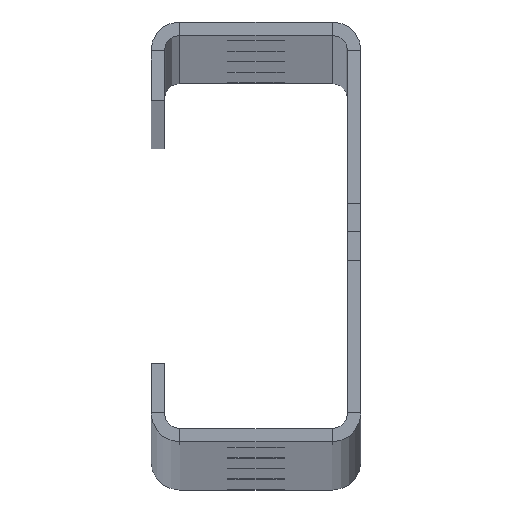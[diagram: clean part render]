
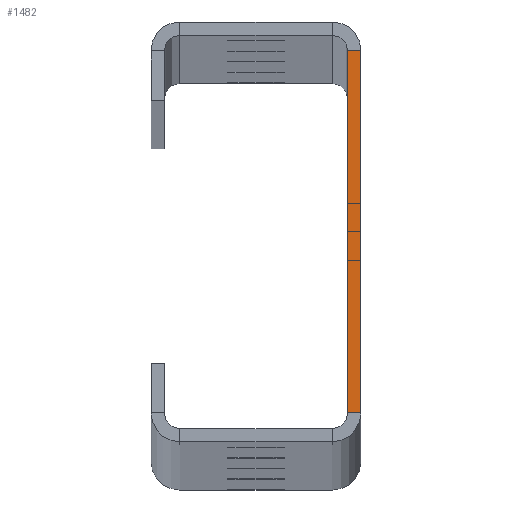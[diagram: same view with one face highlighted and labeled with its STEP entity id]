
A CAD part, top view. The second image highlights one B-rep face of the part: STEP entity #1482.
In plain terms, the highlighted planar face has unit normal (0, 0, 1).
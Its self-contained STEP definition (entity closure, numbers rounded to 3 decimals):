
#22 = CARTESIAN_POINT ( 'NONE',  ( 14.5, 37.5, 2635. ) ) ;
#67 = DIRECTION ( 'NONE',  ( 0., 1., 0. ) ) ;
#99 = VECTOR ( 'NONE', #67, 1000. ) ;
#275 = FACE_OUTER_BOUND ( 'NONE', #1521, .T. ) ;
#342 = LINE ( 'NONE', #1481, #632 ) ;
#404 = CARTESIAN_POINT ( 'NONE',  ( 20., -34.5, 2635. ) ) ;
#556 = EDGE_CURVE ( 'NONE', #603, #1489, #2137, .T. ) ;
#603 = VERTEX_POINT ( 'NONE', #3058 ) ;
#632 = VECTOR ( 'NONE', #1211, 1000. ) ;
#773 = CARTESIAN_POINT ( 'NONE',  ( 17.5, -34.5, 2635. ) ) ;
#862 = EDGE_CURVE ( 'NONE', #2521, #1489, #342, .T. ) ;
#874 = PLANE ( 'NONE',  #2546 ) ;
#1211 = DIRECTION ( 'NONE',  ( 0., 1., 0. ) ) ;
#1360 = ORIENTED_EDGE ( 'NONE', *, *, #862, .F. ) ;
#1411 = DIRECTION ( 'NONE',  ( 1., 0., 0. ) ) ;
#1428 = DIRECTION ( 'NONE',  ( 1., 0., 0. ) ) ;
#1481 = CARTESIAN_POINT ( 'NONE',  ( 17.5, -40., 2635. ) ) ;
#1482 = ADVANCED_FACE ( 'NONE', ( #275 ), #874, .T. ) ;
#1489 = VERTEX_POINT ( 'NONE', #1492 ) ;
#1492 = CARTESIAN_POINT ( 'NONE',  ( 17.5, 34.5, 2635. ) ) ;
#1521 = EDGE_LOOP ( 'NONE', ( #2525, #3427, #1360, #3353 ) ) ;
#1560 = CARTESIAN_POINT ( 'NONE',  ( 20., 34.5, 2635. ) ) ;
#1694 = CARTESIAN_POINT ( 'NONE',  ( 17.5, -34.5, 2635. ) ) ;
#1724 = DIRECTION ( 'NONE',  ( 0., 0., 1. ) ) ;
#1754 = EDGE_CURVE ( 'NONE', #2521, #2943, #3110, .T. ) ;
#1761 = CARTESIAN_POINT ( 'NONE',  ( 20., -40., 2635. ) ) ;
#2137 = LINE ( 'NONE', #1560, #2198 ) ;
#2198 = VECTOR ( 'NONE', #3614, 1000. ) ;
#2521 = VERTEX_POINT ( 'NONE', #773 ) ;
#2525 = ORIENTED_EDGE ( 'NONE', *, *, #2812, .T. ) ;
#2546 = AXIS2_PLACEMENT_3D ( 'NONE', #22, #1724, #1411 ) ;
#2812 = EDGE_CURVE ( 'NONE', #2943, #603, #3179, .T. ) ;
#2943 = VERTEX_POINT ( 'NONE', #404 ) ;
#3058 = CARTESIAN_POINT ( 'NONE',  ( 20., 34.5, 2635. ) ) ;
#3110 = LINE ( 'NONE', #1694, #3287 ) ;
#3179 = LINE ( 'NONE', #1761, #99 ) ;
#3287 = VECTOR ( 'NONE', #1428, 1000. ) ;
#3353 = ORIENTED_EDGE ( 'NONE', *, *, #1754, .T. ) ;
#3427 = ORIENTED_EDGE ( 'NONE', *, *, #556, .T. ) ;
#3614 = DIRECTION ( 'NONE',  ( -1., 0., 0. ) ) ;
